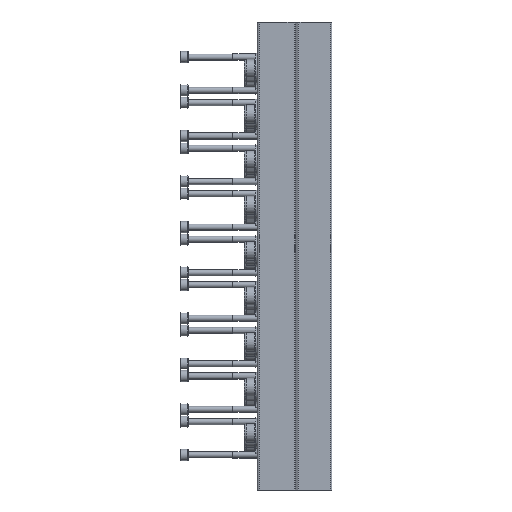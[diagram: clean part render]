
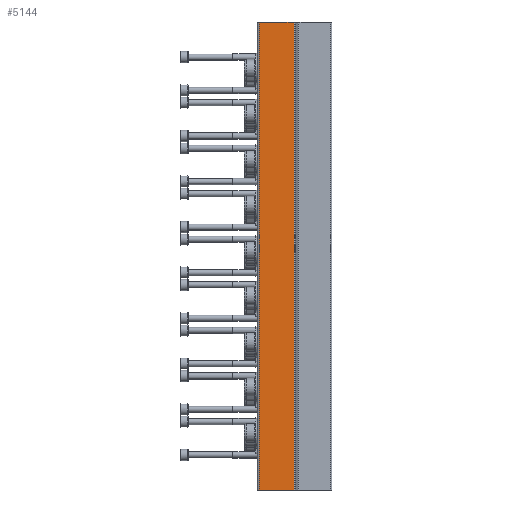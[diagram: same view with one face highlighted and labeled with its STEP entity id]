
A CAD part, left-side view. The second image highlights one B-rep face of the part: STEP entity #5144.
In plain terms, the highlighted planar face has unit normal (-1, 0, 0).
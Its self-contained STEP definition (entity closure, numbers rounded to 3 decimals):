
#260=PLANE('',#5543);
#805=ORIENTED_EDGE('',*,*,#2113,.F.);
#806=ORIENTED_EDGE('',*,*,#2112,.F.);
#807=ORIENTED_EDGE('',*,*,#2114,.T.);
#808=ORIENTED_EDGE('',*,*,#2115,.T.);
#2112=EDGE_CURVE('',#2766,#2764,#3245,.T.);
#2113=EDGE_CURVE('',#2764,#2767,#3246,.T.);
#2114=EDGE_CURVE('',#2766,#2768,#3247,.T.);
#2115=EDGE_CURVE('',#2768,#2767,#3248,.T.);
#2764=VERTEX_POINT('',#8483);
#2766=VERTEX_POINT('',#8487);
#2767=VERTEX_POINT('',#8491);
#2768=VERTEX_POINT('',#8493);
#3245=LINE('',#8488,#3548);
#3246=LINE('',#8490,#3549);
#3247=LINE('',#8492,#3550);
#3248=LINE('',#8494,#3551);
#3548=VECTOR('',#6260,1000.);
#3549=VECTOR('',#6263,1000.);
#3550=VECTOR('',#6264,1000.);
#3551=VECTOR('',#6265,1000.);
#3866=EDGE_LOOP('',(#805,#806,#807,#808));
#4453=FACE_BOUND('',#3866,.T.);
#5144=ADVANCED_FACE('',(#4453),#260,.T.);
#5543=AXIS2_PLACEMENT_3D('',#8489,#6261,#6262);
#6260=DIRECTION('',(0.,0.,1.));
#6261=DIRECTION('',(-1.,0.,0.));
#6262=DIRECTION('',(0.,0.,1.));
#6263=DIRECTION('',(0.,-1.,0.));
#6264=DIRECTION('',(0.,-1.,0.));
#6265=DIRECTION('',(0.,0.,1.));
#8483=CARTESIAN_POINT('',(-32.1,35.,0.));
#8487=CARTESIAN_POINT('',(-32.1,35.,-226.));
#8488=CARTESIAN_POINT('',(-32.1,35.,-226.));
#8489=CARTESIAN_POINT('',(-32.1,35.,-226.));
#8490=CARTESIAN_POINT('',(-32.1,35.,0.));
#8491=CARTESIAN_POINT('',(-32.1,18.111,0.));
#8492=CARTESIAN_POINT('',(-32.1,35.,-226.));
#8493=CARTESIAN_POINT('',(-32.1,18.111,-226.));
#8494=CARTESIAN_POINT('',(-32.1,18.111,-226.));
